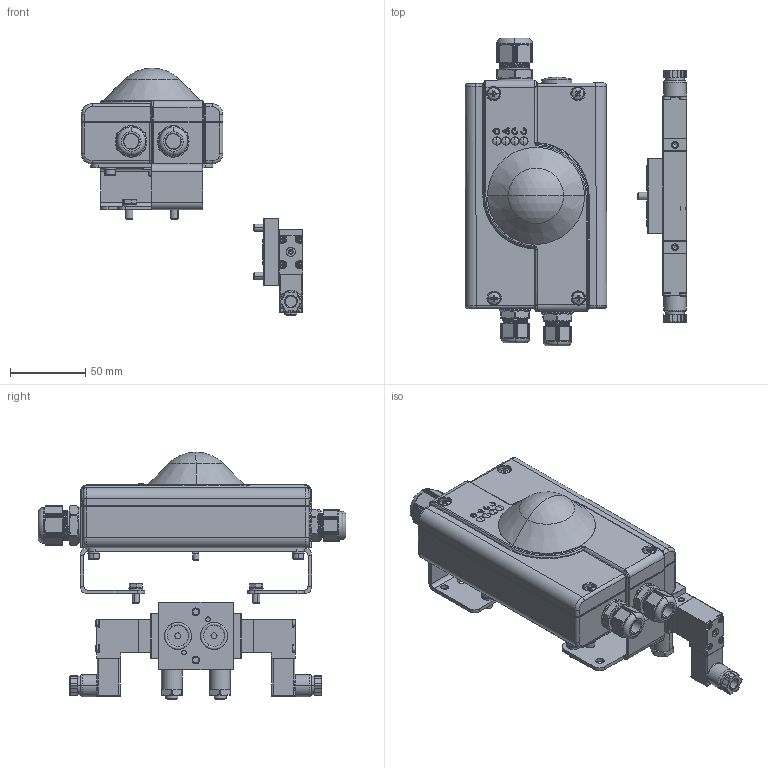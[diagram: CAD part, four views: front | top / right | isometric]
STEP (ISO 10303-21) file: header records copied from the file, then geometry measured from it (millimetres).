
FILE_DESCRIPTION(('HOOPS Exchange Step'),'2;1');
FILE_NAME('60102128 Magnetventilgruppe PN2-D-S.stp','2024-12-16T14:47:09+01:00',('nieru'),('Unknown organisation'),'HOOPS Exchange 2024.2','HOOPS Exchange','Unknown authorisation');
FILE_SCHEMA( ('AP203_CONFIGURATION_CONTROLLED_3D_DESIGN_OF_MECHANICAL_PARTS_AND_ASSEMBLIES_MIM_LF') );
Length unit declared in the file: millimetre
Products named in the file (3): 0; root
Assembly tree (2 placements, depth 2):
  root
    0
    0
Bounding box: 147.5 x 204.63 x 164.73 mm (x, y, z)
Volume: 775770.7 mm3; surface area: 186311.9 mm2
Topology: 68 solids, 68 shells, 2877 faces, 7247 edges, 4528 vertices
Faces by surface type: plane 1307, cylinder 796, torus 264, bspline 252, cone 175, sphere 83
Full cylindrical faces by diameter (mm): 1.2 x2, 1.85 x1, 2.459 x2, 4.5 x8, 6.5 x2, 10 x1, 15.487 x6, 16 x1, 19.358 x3, 54 x1, 56.5 x1
Entity records: 131516 total; most frequent: CARTESIAN_POINT 64810, ORIENTED_EDGE 14298, DIRECTION 13321, EDGE_CURVE 7149, AXIS2_PLACEMENT_3D 5024, VERTEX_POINT 4528, VECTOR 3273, LINE 3273
